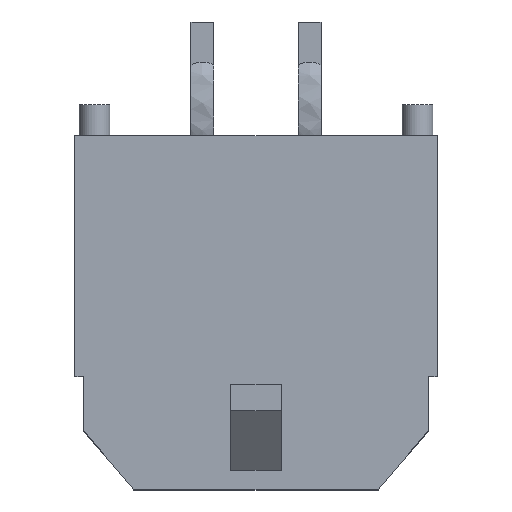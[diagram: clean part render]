
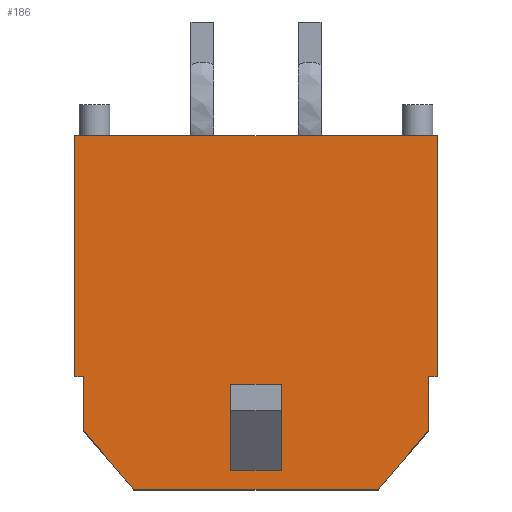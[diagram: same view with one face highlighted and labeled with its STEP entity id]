
A CAD part, top view. The second image highlights one B-rep face of the part: STEP entity #186.
In plain terms, the highlighted planar face has unit normal (0, 0, 1).
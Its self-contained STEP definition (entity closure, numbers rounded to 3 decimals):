
#186=ADVANCED_FACE('',(#1116,#1117),#325,.T.);
#325=PLANE('',#2590);
#477=LINE('',#3310,#791);
#516=LINE('',#3479,#830);
#522=LINE('',#3491,#836);
#549=LINE('',#3545,#863);
#578=LINE('',#3600,#892);
#585=LINE('',#3614,#899);
#586=LINE('',#3615,#900);
#587=LINE('',#3617,#901);
#588=LINE('',#3619,#902);
#589=LINE('',#3620,#903);
#590=LINE('',#3621,#904);
#591=LINE('',#3624,#905);
#592=LINE('',#3626,#906);
#593=LINE('',#3628,#907);
#791=VECTOR('',#2720,1.);
#830=VECTOR('',#2769,1.);
#836=VECTOR('',#2779,1.);
#863=VECTOR('',#2808,1.);
#892=VECTOR('',#2845,1.);
#899=VECTOR('',#2854,1.);
#900=VECTOR('',#2855,1.);
#901=VECTOR('',#2856,1.);
#902=VECTOR('',#2857,1.);
#903=VECTOR('',#2858,1.);
#904=VECTOR('',#2859,1.);
#905=VECTOR('',#2860,1.);
#906=VECTOR('',#2861,1.);
#907=VECTOR('',#2862,1.);
#1116=FACE_BOUND('',#1155,.T.);
#1117=FACE_BOUND('',#1156,.T.);
#1155=EDGE_LOOP('',(#1425,#1426,#1427,#1428,#1429,#1430,#1431,#1432,#1433,
#1434));
#1156=EDGE_LOOP('',(#1435,#1436,#1437,#1438));
#1425=ORIENTED_EDGE('',*,*,#2342,.T.);
#1426=ORIENTED_EDGE('',*,*,#2306,.F.);
#1427=ORIENTED_EDGE('',*,*,#2343,.T.);
#1428=ORIENTED_EDGE('',*,*,#2344,.F.);
#1429=ORIENTED_EDGE('',*,*,#2345,.T.);
#1430=ORIENTED_EDGE('',*,*,#2335,.T.);
#1431=ORIENTED_EDGE('',*,*,#2226,.T.);
#1432=ORIENTED_EDGE('',*,*,#2346,.T.);
#1433=ORIENTED_EDGE('',*,*,#2279,.T.);
#1434=ORIENTED_EDGE('',*,*,#2273,.T.);
#1435=ORIENTED_EDGE('',*,*,#2347,.T.);
#1436=ORIENTED_EDGE('',*,*,#2348,.T.);
#1437=ORIENTED_EDGE('',*,*,#2349,.F.);
#1438=ORIENTED_EDGE('',*,*,#2350,.F.);
#1994=VERTEX_POINT('',#3309);
#1995=VERTEX_POINT('',#3311);
#2038=VERTEX_POINT('',#3475);
#2039=VERTEX_POINT('',#3478);
#2043=VERTEX_POINT('',#3489);
#2064=VERTEX_POINT('',#3534);
#2069=VERTEX_POINT('',#3544);
#2092=VERTEX_POINT('',#3601);
#2098=VERTEX_POINT('',#3616);
#2099=VERTEX_POINT('',#3618);
#2100=VERTEX_POINT('',#3622);
#2101=VERTEX_POINT('',#3623);
#2102=VERTEX_POINT('',#3625);
#2103=VERTEX_POINT('',#3627);
#2226=EDGE_CURVE('',#1995,#1994,#477,.T.);
#2273=EDGE_CURVE('',#2038,#2039,#516,.T.);
#2279=EDGE_CURVE('',#2043,#2038,#522,.T.);
#2306=EDGE_CURVE('',#2069,#2064,#549,.T.);
#2335=EDGE_CURVE('',#2092,#1995,#578,.T.);
#2342=EDGE_CURVE('',#2039,#2064,#585,.T.);
#2343=EDGE_CURVE('',#2069,#2098,#586,.T.);
#2344=EDGE_CURVE('',#2099,#2098,#587,.T.);
#2345=EDGE_CURVE('',#2099,#2092,#588,.T.);
#2346=EDGE_CURVE('',#1994,#2043,#589,.T.);
#2347=EDGE_CURVE('',#2100,#2101,#590,.T.);
#2348=EDGE_CURVE('',#2101,#2102,#591,.T.);
#2349=EDGE_CURVE('',#2103,#2102,#592,.T.);
#2350=EDGE_CURVE('',#2100,#2103,#593,.T.);
#2590=AXIS2_PLACEMENT_3D('',#3629,#2863,#2864);
#2720=DIRECTION('',(-1.,0.,0.));
#2769=DIRECTION('',(0.,-1.,0.));
#2779=DIRECTION('',(1.,0.,0.));
#2808=DIRECTION('',(-1.,0.,0.));
#2845=DIRECTION('',(0.,1.,0.));
#2854=DIRECTION('',(0.648,-0.762,0.));
#2855=DIRECTION('',(0.648,0.762,0.));
#2856=DIRECTION('',(0.,-1.,0.));
#2857=DIRECTION('',(1.,0.,0.));
#2858=DIRECTION('',(0.,-1.,0.));
#2859=DIRECTION('',(-1.,0.,0.));
#2860=DIRECTION('',(0.,1.,0.));
#2861=DIRECTION('',(-1.,0.,0.));
#2862=DIRECTION('',(0.,1.,0.));
#2863=DIRECTION('',(0.,0.,1.));
#2864=DIRECTION('',(1.,0.,0.));
#3309=CARTESIAN_POINT('',(-5.075,9.91,3.43));
#3310=CARTESIAN_POINT('',(4.825,9.91,3.43));
#3311=CARTESIAN_POINT('',(5.075,9.91,3.43));
#3475=CARTESIAN_POINT('',(-4.825,3.17,3.43));
#3478=CARTESIAN_POINT('',(-4.825,1.65,3.43));
#3479=CARTESIAN_POINT('',(-4.825,9.91,3.43));
#3489=CARTESIAN_POINT('',(-5.075,3.17,3.43));
#3491=CARTESIAN_POINT('',(-5.075,3.17,3.43));
#3534=CARTESIAN_POINT('',(-3.421,0.,3.43));
#3544=CARTESIAN_POINT('',(3.421,0.,3.43));
#3545=CARTESIAN_POINT('',(4.825,0.,3.43));
#3600=CARTESIAN_POINT('',(5.075,3.17,3.43));
#3601=CARTESIAN_POINT('',(5.075,3.17,3.43));
#3614=CARTESIAN_POINT('',(-4.825,1.65,3.43));
#3615=CARTESIAN_POINT('',(3.421,0.,3.43));
#3616=CARTESIAN_POINT('',(4.825,1.65,3.43));
#3617=CARTESIAN_POINT('',(4.825,9.91,3.43));
#3618=CARTESIAN_POINT('',(4.825,3.17,3.43));
#3619=CARTESIAN_POINT('',(4.825,3.17,3.43));
#3620=CARTESIAN_POINT('',(-5.075,9.91,3.43));
#3621=CARTESIAN_POINT('',(0.7,0.54,3.43));
#3622=CARTESIAN_POINT('',(0.7,0.54,3.43));
#3623=CARTESIAN_POINT('',(-0.7,0.54,3.43));
#3624=CARTESIAN_POINT('',(-0.7,0.54,3.43));
#3625=CARTESIAN_POINT('',(-0.7,2.95,3.43));
#3626=CARTESIAN_POINT('',(0.7,2.95,3.43));
#3627=CARTESIAN_POINT('',(0.7,2.95,3.43));
#3628=CARTESIAN_POINT('',(0.7,0.54,3.43));
#3629=CARTESIAN_POINT('',(4.825,9.91,3.43));
